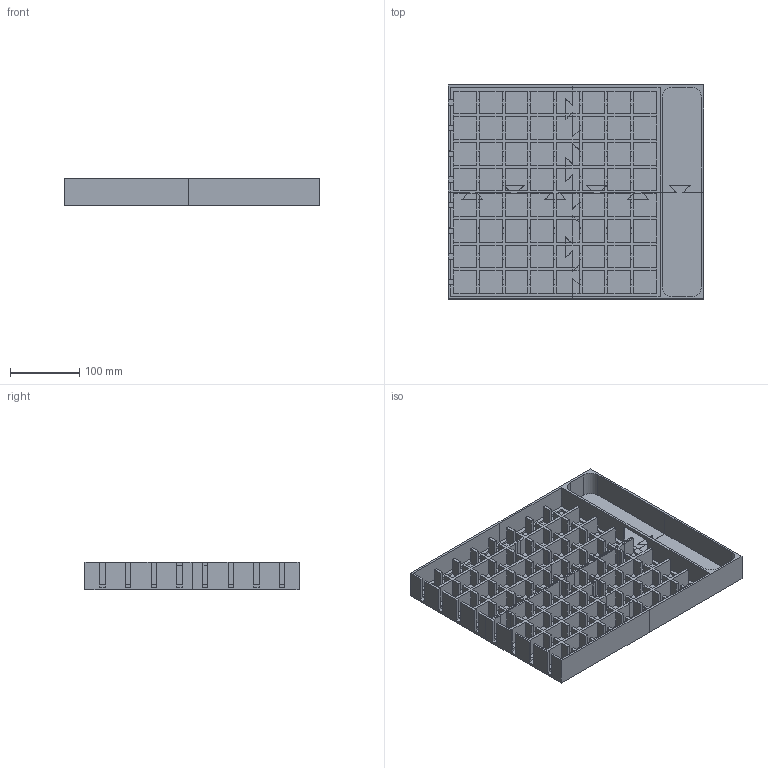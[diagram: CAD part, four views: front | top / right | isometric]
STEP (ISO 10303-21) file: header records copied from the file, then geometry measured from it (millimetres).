
FILE_DESCRIPTION(/* description */ (''),/* implementation_level */ '2;1');
FILE_NAME(/* name */ 'krabica v7.step',/* time_stamp */ '2024-01-09T12:00:00+01:00',/* author */ (''),/* organization */ (''),/* preprocessor_version */ 'ST-DEVELOPER v20',/* originating_system */ 'Autodesk Translation Framework v12.14.0.127',/* authorisation */ '');
FILE_SCHEMA (('AUTOMOTIVE_DESIGN { 1 0 10303 214 3 1 1 }'));
Length unit declared in the file: millimetre
Products named in the file (1): krabica
Bounding box: 369.8 x 309.8 x 40 mm (x, y, z)
Volume: 1034643.1 mm3; surface area: 563466.9 mm2
Topology: 4 solids, 4 shells, 968 faces, 2585 edges, 1625 vertices
Faces by surface type: plane 962, cylinder 6
Entity records: 29151 total; most frequent: CARTESIAN_POINT 5179, ORIENTED_EDGE 5170, DIRECTION 4535, EDGE_CURVE 2585, LINE 2573, VECTOR 2573, VERTEX_POINT 1625, AXIS2_PLACEMENT_3D 981
